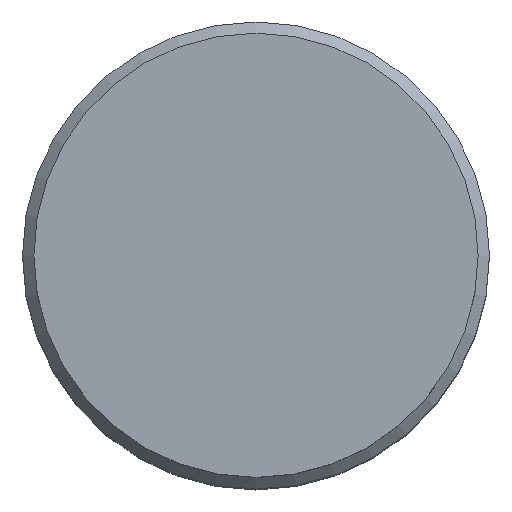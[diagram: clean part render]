
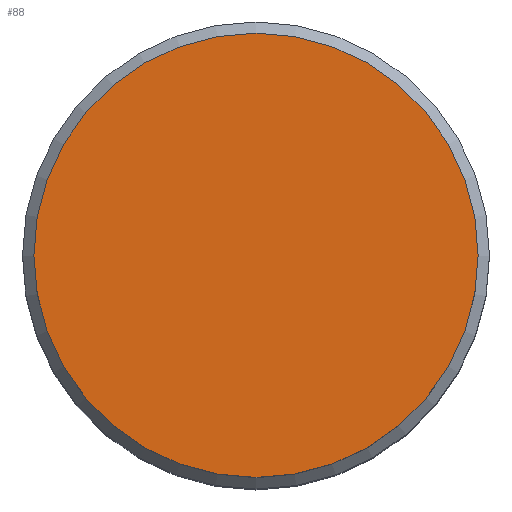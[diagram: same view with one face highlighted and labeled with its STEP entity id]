
A CAD part, top view. The second image highlights one B-rep face of the part: STEP entity #88.
In plain terms, the highlighted planar face has unit normal (0, 0, 1).
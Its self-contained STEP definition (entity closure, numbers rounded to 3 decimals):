
#88=ADVANCED_FACE('',(#128),#129,.T.);
#128=FACE_OUTER_BOUND('',#168,.T.);
#129=PLANE('',#169);
#168=EDGE_LOOP('',(#234));
#169=AXIS2_PLACEMENT_3D('',#235,#236,#237);
#234=ORIENTED_EDGE('',*,*,#250,.T.);
#235=CARTESIAN_POINT('',(0.,9.75,0.));
#236=DIRECTION('',(0.,0.,1.0));
#237=DIRECTION('',(0.,1.0,0.));
#250=EDGE_CURVE('',#275,#275,#276,.T.);
#275=VERTEX_POINT('',#301);
#276=CIRCLE('',#302,19.5);
#301=CARTESIAN_POINT('',(0.,19.5,0.));
#302=AXIS2_PLACEMENT_3D('',#339,#340,#341);
#339=CARTESIAN_POINT('',(0.0,0.0,0.0));
#340=DIRECTION('',(0.,0.,1.0));
#341=DIRECTION('',(0.,1.0,0.));
